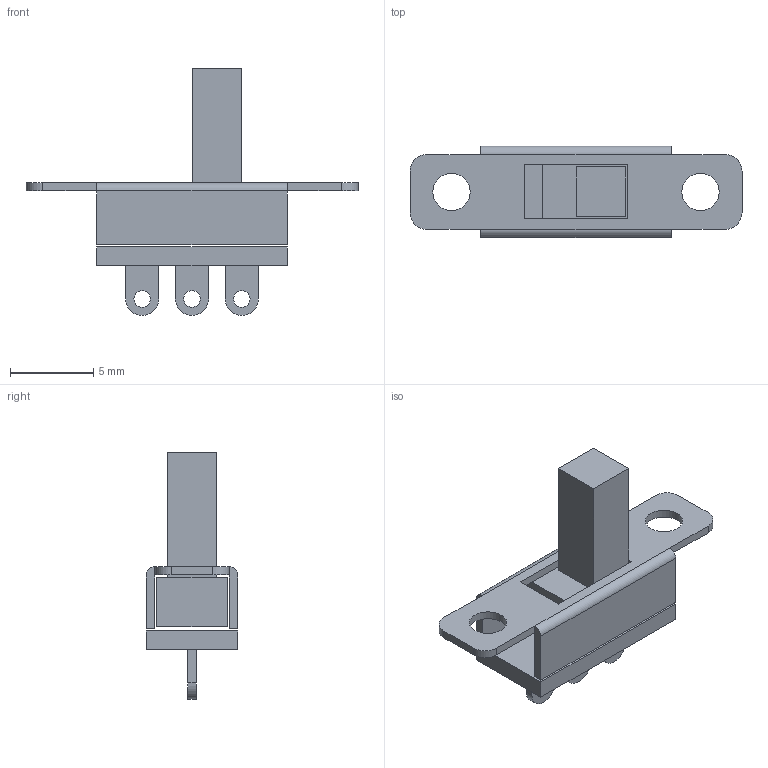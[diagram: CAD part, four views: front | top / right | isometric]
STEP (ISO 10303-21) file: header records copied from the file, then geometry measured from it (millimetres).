
FILE_DESCRIPTION(('FreeCAD Model'),'2;1');
FILE_NAME('slide-switch.step','2015-07-05T12:33:56',('FreeCAD'),('FreeCAD'), 'Open CASCADE STEP processor 6.5','FreeCAD','Unknown');
FILE_SCHEMA(('AUTOMOTIVE_DESIGN_CC2 { 1 2 10303 214 -1 1 5 4 }'));
Length unit declared in the file: millimetre
Products named in the file (3): slide-switch-board; slide-switch-body; slide-switch-handle
Bounding box: 20 x 5.5 x 14.88 mm (x, y, z)
Volume: 307.4 mm3; surface area: 759.7 mm2
Topology: 3 solids, 3 shells, 65 faces, 159 edges, 104 vertices
Faces by surface type: plane 51, cylinder 14
Full cylindrical faces by diameter (mm): 1 x3, 2.25 x2
Entity records: 4202 total; most frequent: CARTESIAN_POINT 733, DIRECTION 600, LINE 389, VECTOR 389, ORIENTED_EDGE 318, PCURVE 318, DEFINITIONAL_REPRESENTATION 318, EDGE_CURVE 159
